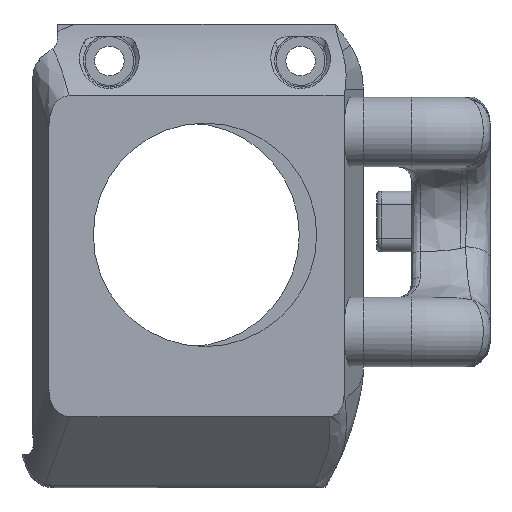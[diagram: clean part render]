
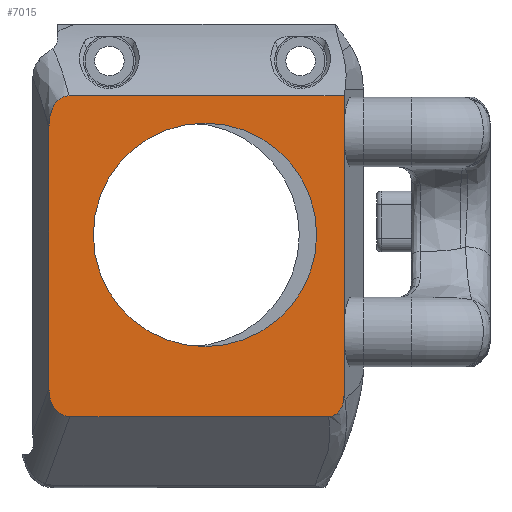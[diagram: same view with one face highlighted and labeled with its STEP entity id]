
A CAD part, left-side view. The second image highlights one B-rep face of the part: STEP entity #7015.
In plain terms, the highlighted planar face has unit normal (-1, 0, 0).
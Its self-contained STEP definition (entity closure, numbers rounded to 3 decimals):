
#336=B_SPLINE_CURVE_WITH_KNOTS('',3,(#22921,#22922,#22923,#22924,#22925,
#22926,#22927,#22928,#22929,#22930,#22931,#22932),.UNSPECIFIED.,.F.,.F.,
(4,2,2,2,2,4),(0.,0.069,0.143,
0.238,0.333,0.435),.UNSPECIFIED.);
#337=B_SPLINE_CURVE_WITH_KNOTS('',3,(#22937,#22938,#22939,#22940,#22941,
#22942,#22943,#22944,#22945,#22946,#22947,#22948),.UNSPECIFIED.,.F.,.F.,
(4,2,2,2,2,4),(0.,0.044,0.093,0.168,
0.267,0.4),.UNSPECIFIED.);
#502=FACE_BOUND('',#1361,.T.);
#552=ELLIPSE('',#7598,4.381,3.);
#652=PLANE('',#7597);
#919=FACE_OUTER_BOUND('',#1360,.T.);
#1360=EDGE_LOOP('',(#5579,#5580,#5581,#5582,#5583,#5584,#5585,#5586,#5587,
#5588,#5589));
#1361=EDGE_LOOP('',(#5590));
#1798=LINE('',#20695,#2272);
#1808=LINE('',#20723,#2282);
#1813=LINE('',#20736,#2287);
#1814=LINE('',#20739,#2288);
#1823=LINE('',#20763,#2297);
#1855=LINE('',#21802,#2329);
#1868=LINE('',#22936,#2342);
#1869=LINE('',#22950,#2343);
#2272=VECTOR('',#8552,1000.);
#2282=VECTOR('',#8580,1000.);
#2287=VECTOR('',#8591,1000.);
#2288=VECTOR('',#8594,1000.);
#2297=VECTOR('',#8619,1000.);
#2329=VECTOR('',#8739,1000.);
#2342=VECTOR('',#8774,1000.);
#2343=VECTOR('',#8775,1000.);
#2652=CIRCLE('',#7567,12.85);
#3066=VERTEX_POINT('',#20693);
#3067=VERTEX_POINT('',#20694);
#3076=VERTEX_POINT('',#20722);
#3081=VERTEX_POINT('',#20734);
#3082=VERTEX_POINT('',#20738);
#3089=VERTEX_POINT('',#20762);
#3121=VERTEX_POINT('',#21613);
#3159=VERTEX_POINT('',#21776);
#3179=VERTEX_POINT('',#22919);
#3180=VERTEX_POINT('',#22934);
#3181=VERTEX_POINT('',#22935);
#3182=VERTEX_POINT('',#22949);
#3890=EDGE_CURVE('',#3066,#3067,#1798,.T.);
#3904=EDGE_CURVE('',#3076,#3066,#1808,.T.);
#3911=EDGE_CURVE('',#3067,#3081,#1813,.T.);
#3912=EDGE_CURVE('',#3082,#3076,#1814,.T.);
#3924=EDGE_CURVE('',#3089,#3082,#1823,.T.);
#3963=EDGE_CURVE('',#3121,#3121,#2652,.T.);
#4006=EDGE_CURVE('',#3081,#3159,#1855,.T.);
#4042=EDGE_CURVE('',#3159,#3179,#336,.T.);
#4043=EDGE_CURVE('',#3180,#3181,#1868,.T.);
#4044=EDGE_CURVE('',#3181,#3089,#337,.T.);
#4045=EDGE_CURVE('',#3182,#3179,#1869,.T.);
#4046=EDGE_CURVE('',#3182,#3180,#552,.T.);
#5579=ORIENTED_EDGE('',*,*,#4043,.T.);
#5580=ORIENTED_EDGE('',*,*,#4044,.T.);
#5581=ORIENTED_EDGE('',*,*,#3924,.T.);
#5582=ORIENTED_EDGE('',*,*,#3912,.T.);
#5583=ORIENTED_EDGE('',*,*,#3904,.T.);
#5584=ORIENTED_EDGE('',*,*,#3890,.T.);
#5585=ORIENTED_EDGE('',*,*,#3911,.T.);
#5586=ORIENTED_EDGE('',*,*,#4006,.T.);
#5587=ORIENTED_EDGE('',*,*,#4042,.T.);
#5588=ORIENTED_EDGE('',*,*,#4045,.F.);
#5589=ORIENTED_EDGE('',*,*,#4046,.T.);
#5590=ORIENTED_EDGE('',*,*,#3963,.F.);
#7015=ADVANCED_FACE('',(#919,#502),#652,.F.);
#7567=AXIS2_PLACEMENT_3D('',#21615,#8677,#8678);
#7597=AXIS2_PLACEMENT_3D('',#22933,#8772,#8773);
#7598=AXIS2_PLACEMENT_3D('',#22951,#8776,#8777);
#8552=DIRECTION('',(0.,0.,1.));
#8580=DIRECTION('',(0.,0.,1.));
#8591=DIRECTION('',(0.,0.,1.));
#8594=DIRECTION('',(0.,0.,1.));
#8619=DIRECTION('',(0.,0.,1.));
#8677=DIRECTION('center_axis',(-1.,0.,0.));
#8678=DIRECTION('ref_axis',(0.,-1.,0.));
#8739=DIRECTION('',(0.,1.,0.));
#8772=DIRECTION('center_axis',(1.,0.,0.));
#8773=DIRECTION('ref_axis',(0.,1.,0.));
#8774=DIRECTION('',(0.,-1.,0.));
#8775=DIRECTION('',(0.,0.,1.));
#8776=DIRECTION('center_axis',(-1.,0.,0.));
#8777=DIRECTION('ref_axis',(0.,-0.342,0.94));
#20693=CARTESIAN_POINT('',(22.469,100.25,53.519));
#20694=CARTESIAN_POINT('',(22.469,100.25,54.487));
#20695=CARTESIAN_POINT('',(22.469,100.25,58.941));
#20722=CARTESIAN_POINT('',(22.469,100.25,31.487));
#20723=CARTESIAN_POINT('',(22.469,100.25,58.941));
#20734=CARTESIAN_POINT('',(22.469,100.25,58.179));
#20736=CARTESIAN_POINT('',(22.469,100.25,58.941));
#20738=CARTESIAN_POINT('',(22.469,100.25,30.519));
#20739=CARTESIAN_POINT('',(22.469,100.25,58.941));
#20762=CARTESIAN_POINT('',(22.469,100.25,23.715));
#20763=CARTESIAN_POINT('',(22.469,100.25,58.941));
#21613=CARTESIAN_POINT('',(22.469,129.1,42.179));
#21615=CARTESIAN_POINT('Origin',(22.469,116.25,42.179));
#21776=CARTESIAN_POINT('',(22.469,131.881,58.179));
#21802=CARTESIAN_POINT('',(22.469,97.25,58.179));
#22919=CARTESIAN_POINT('',(22.469,134.21,54.398));
#22921=CARTESIAN_POINT('Ctrl Pts',(22.469,131.881,58.179));
#22922=CARTESIAN_POINT('Ctrl Pts',(22.469,132.111,58.179));
#22923=CARTESIAN_POINT('Ctrl Pts',(22.469,132.336,58.137));
#22924=CARTESIAN_POINT('Ctrl Pts',(22.469,132.781,57.962));
#22925=CARTESIAN_POINT('Ctrl Pts',(22.469,132.987,57.827));
#22926=CARTESIAN_POINT('Ctrl Pts',(22.469,133.399,57.441));
#22927=CARTESIAN_POINT('Ctrl Pts',(22.469,133.602,57.158));
#22928=CARTESIAN_POINT('Ctrl Pts',(22.469,133.933,56.445));
#22929=CARTESIAN_POINT('Ctrl Pts',(22.469,134.041,56.056));
#22930=CARTESIAN_POINT('Ctrl Pts',(22.469,134.181,55.251));
#22931=CARTESIAN_POINT('Ctrl Pts',(22.469,134.21,54.821));
#22932=CARTESIAN_POINT('Ctrl Pts',(22.469,134.21,54.398));
#22933=CARTESIAN_POINT('Origin',(22.469,128.25,67.679));
#22934=CARTESIAN_POINT('',(22.469,131.789,21.279));
#22935=CARTESIAN_POINT('',(22.469,102.016,21.279));
#22936=CARTESIAN_POINT('',(22.469,155.25,21.279));
#22937=CARTESIAN_POINT('Ctrl Pts',(22.469,102.016,21.279));
#22938=CARTESIAN_POINT('Ctrl Pts',(22.469,101.868,21.279));
#22939=CARTESIAN_POINT('Ctrl Pts',(22.469,101.722,21.302));
#22940=CARTESIAN_POINT('Ctrl Pts',(22.469,101.429,21.397));
#22941=CARTESIAN_POINT('Ctrl Pts',(22.469,101.286,21.471));
#22942=CARTESIAN_POINT('Ctrl Pts',(22.469,100.954,21.713));
#22943=CARTESIAN_POINT('Ctrl Pts',(22.469,100.787,21.905));
#22944=CARTESIAN_POINT('Ctrl Pts',(22.469,100.483,22.402));
#22945=CARTESIAN_POINT('Ctrl Pts',(22.469,100.394,22.685));
#22946=CARTESIAN_POINT('Ctrl Pts',(22.469,100.28,23.156));
#22947=CARTESIAN_POINT('Ctrl Pts',(22.469,100.25,23.437));
#22948=CARTESIAN_POINT('Ctrl Pts',(22.469,100.25,23.715));
#22949=CARTESIAN_POINT('',(22.469,134.21,24.496));
#22950=CARTESIAN_POINT('',(22.469,134.21,12.679));
#22951=CARTESIAN_POINT('Origin',(22.469,131.017,25.522));
